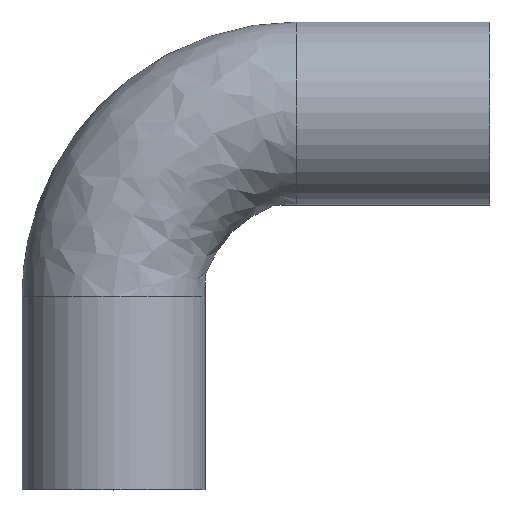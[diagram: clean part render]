
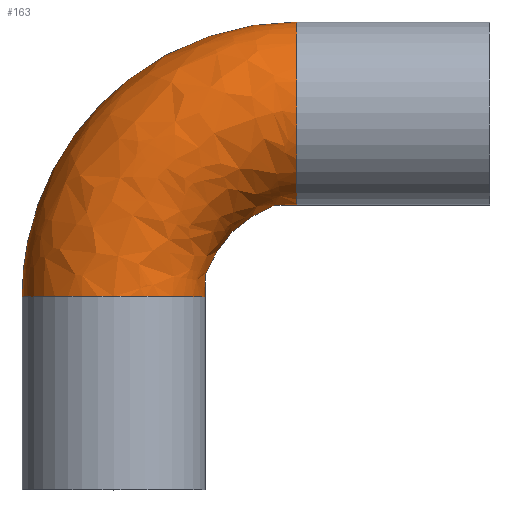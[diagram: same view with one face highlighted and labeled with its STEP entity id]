
A CAD part, top view. The second image highlights one B-rep face of the part: STEP entity #163.
In plain terms, the highlighted free-form (B-spline) face has degree [3, 3] with [7, 4] control points.
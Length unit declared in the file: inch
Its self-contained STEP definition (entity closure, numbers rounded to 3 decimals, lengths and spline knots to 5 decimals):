
#6 = CARTESIAN_POINT ( 'NONE',  ( 2.48031, 3.85827, -2.48031 ) ) ;
#12 = CARTESIAN_POINT ( 'NONE',  ( 2.48031, 3.85827, 2.48031 ) ) ;
#27 = CARTESIAN_POINT ( 'NONE',  ( 2.48031, 6.33858, 0. ) ) ;
#32 = CARTESIAN_POINT ( 'NONE',  ( -1.24016, 4.79751, 0. ) ) ;
#34 =( BOUNDED_SURFACE ( )  B_SPLINE_SURFACE ( 3, 3, ( 
 ( #194, #209, #107, #278 ),
 ( #217, #189, #120, #179 ),
 ( #6, #231, #241, #296 ),
 ( #118, #218, #273, #150 ),
 ( #12, #81, #130, #61 ),
 ( #97, #274, #68, #46 ),
 ( #27, #96, #32, #94 ) ),
 .UNSPECIFIED., .T., .F., .F. ) 
 B_SPLINE_SURFACE_WITH_KNOTS ( ( 4, 3, 4 ),
 ( 4, 4 ),
 ( 0., 0.5, 1. ),
 ( 0., 1. ),
 .UNSPECIFIED. ) 
 GEOMETRIC_REPRESENTATION_ITEM ( )  RATIONAL_B_SPLINE_SURFACE ( (
 ( 1., 0.805, 0.805, 1.),
 ( 0.333, 0.268, 0.268, 0.333),
 ( 0.333, 0.268, 0.268, 0.333),
 ( 1., 0.805, 0.805, 1.),
 ( 0.333, 0.268, 0.268, 0.333),
 ( 0.333, 0.268, 0.268, 0.333),
 ( 1., 0.805, 0.805, 1.) ) ) 
 REPRESENTATION_ITEM ( '' )  SURFACE ( )  );
#46 = CARTESIAN_POINT ( 'NONE',  ( -1.24016, 2.61811, 2.48031 ) ) ;
#61 = CARTESIAN_POINT ( 'NONE',  ( 1.24016, 2.61811, 2.48031 ) ) ;
#62 = EDGE_LOOP ( 'NONE', ( #166 ) ) ;
#68 = CARTESIAN_POINT ( 'NONE',  ( -1.24016, 4.79751, 2.48031 ) ) ;
#81 = CARTESIAN_POINT ( 'NONE',  ( 1.75385, 3.85827, 2.48031 ) ) ;
#90 = DIRECTION ( 'NONE',  ( 0., 1., 0. ) ) ;
#92 = CARTESIAN_POINT ( 'NONE',  ( -1.24016, 2.61811, 0. ) ) ;
#94 = CARTESIAN_POINT ( 'NONE',  ( -1.24016, 2.61811, 0. ) ) ;
#96 = CARTESIAN_POINT ( 'NONE',  ( 0.30091, 6.33858, 0. ) ) ;
#97 = CARTESIAN_POINT ( 'NONE',  ( 2.48031, 6.33858, 2.48031 ) ) ;
#102 = CARTESIAN_POINT ( 'NONE',  ( 2.48031, 5.09843, 0. ) ) ;
#104 = DIRECTION ( 'NONE',  ( -1., 0., 0. ) ) ;
#107 = CARTESIAN_POINT ( 'NONE',  ( -1.24016, 4.79751, 0. ) ) ;
#108 = CARTESIAN_POINT ( 'NONE',  ( 2.48031, 6.33858, 0. ) ) ;
#118 = CARTESIAN_POINT ( 'NONE',  ( 2.48031, 3.85827, 0. ) ) ;
#120 = CARTESIAN_POINT ( 'NONE',  ( -1.24016, 4.79751, -2.48031 ) ) ;
#130 = CARTESIAN_POINT ( 'NONE',  ( 1.24016, 3.34458, 2.48031 ) ) ;
#144 = CARTESIAN_POINT ( 'NONE',  ( 0., 2.61811, 0. ) ) ;
#150 = CARTESIAN_POINT ( 'NONE',  ( 1.24016, 2.61811, 0. ) ) ;
#151 = DIRECTION ( 'NONE',  ( -1., 0., 0. ) ) ;
#162 = VERTEX_POINT ( 'NONE', #92 ) ;
#163 = ADVANCED_FACE ( 'NONE', ( #167, #254 ), #34, .T. ) ;
#166 = ORIENTED_EDGE ( 'NONE', *, *, #197, .T. ) ;
#167 = FACE_OUTER_BOUND ( 'NONE', #242, .T. ) ;
#169 = CIRCLE ( 'NONE', #233, 1.24016 ) ;
#179 = CARTESIAN_POINT ( 'NONE',  ( -1.24016, 2.61811, -2.48031 ) ) ;
#189 = CARTESIAN_POINT ( 'NONE',  ( 0.30091, 6.33858, -2.48031 ) ) ;
#194 = CARTESIAN_POINT ( 'NONE',  ( 2.48031, 6.33858, 0. ) ) ;
#197 = EDGE_CURVE ( 'NONE', #162, #162, #236, .T. ) ;
#209 = CARTESIAN_POINT ( 'NONE',  ( 0.30091, 6.33858, 0. ) ) ;
#217 = CARTESIAN_POINT ( 'NONE',  ( 2.48031, 6.33858, -2.48031 ) ) ;
#218 = CARTESIAN_POINT ( 'NONE',  ( 1.75385, 3.85827, 0. ) ) ;
#226 = ORIENTED_EDGE ( 'NONE', *, *, #276, .T. ) ;
#231 = CARTESIAN_POINT ( 'NONE',  ( 1.75385, 3.85827, -2.48031 ) ) ;
#233 = AXIS2_PLACEMENT_3D ( 'NONE', #102, #104, #90 ) ;
#236 = CIRCLE ( 'NONE', #284, 1.24016 ) ;
#241 = CARTESIAN_POINT ( 'NONE',  ( 1.24016, 3.34458, -2.48031 ) ) ;
#242 = EDGE_LOOP ( 'NONE', ( #226 ) ) ;
#251 = VERTEX_POINT ( 'NONE', #108 ) ;
#254 = FACE_OUTER_BOUND ( 'NONE', #62, .T. ) ;
#265 = DIRECTION ( 'NONE',  ( 0., 1., 0. ) ) ;
#273 = CARTESIAN_POINT ( 'NONE',  ( 1.24016, 3.34458, 0. ) ) ;
#274 = CARTESIAN_POINT ( 'NONE',  ( 0.30091, 6.33858, 2.48031 ) ) ;
#276 = EDGE_CURVE ( 'NONE', #251, #251, #169, .T. ) ;
#278 = CARTESIAN_POINT ( 'NONE',  ( -1.24016, 2.61811, 0. ) ) ;
#284 = AXIS2_PLACEMENT_3D ( 'NONE', #144, #265, #151 ) ;
#296 = CARTESIAN_POINT ( 'NONE',  ( 1.24016, 2.61811, -2.48031 ) ) ;
